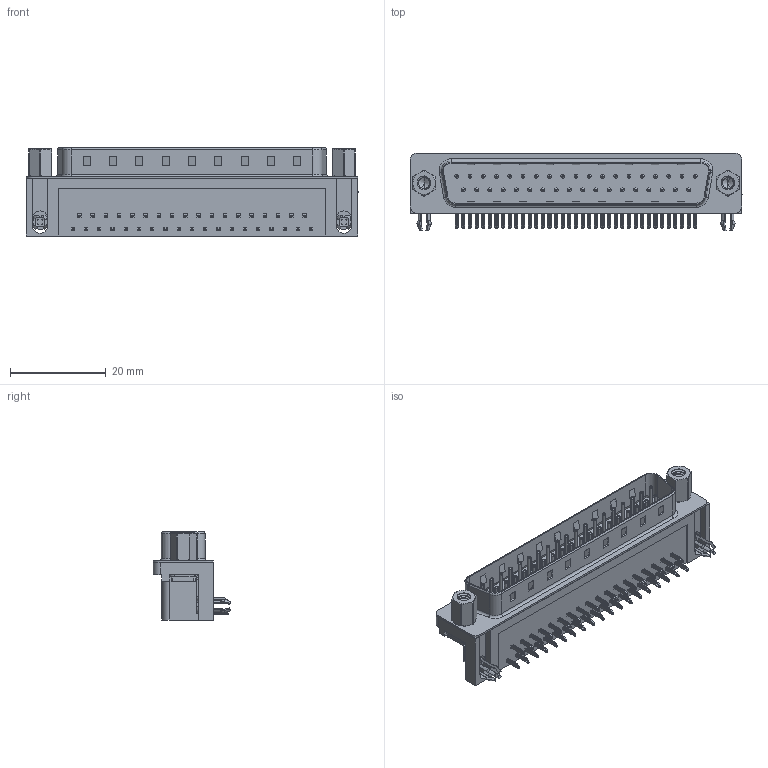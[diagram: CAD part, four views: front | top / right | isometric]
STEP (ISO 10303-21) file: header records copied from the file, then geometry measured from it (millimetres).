
FILE_DESCRIPTION (( 'STEP AP203' ), '1' );
FILE_NAME ('621-037-360-043.STEP', '2019-11-19T08:57:02', ( '' ), ( '' ), 'SwSTEP 2.0', 'SolidWorks 2016', '' );
FILE_SCHEMA (( 'CONFIG_CONTROL_DESIGN' ));
Length unit declared in the file: millimetre
Products named in the file (8): 621 Contact Bottom; 621 Contact Top; 621-037-360-043; 621 Shell_37 Socket; 621 4-40 Threaded Rivet; 621 4 Prong Board Lock; 621 4-40 Hex Standoff 5; 621 Housing_37 Socket
Assembly tree (45 placements, depth 2):
  621-037-360-043
    621 Housing_37 Socket
    621 Shell_37 Socket
    621 Contact Bottom  x18
    621 Contact Top  x19
    621 4 Prong Board Lock  x2
    621 4-40 Threaded Rivet  x2
    621 4-40 Hex Standoff 5  x2
Bounding box: 69.4 x 16.25 x 18.4 mm (x, y, z)
Volume: 8843.9 mm3; surface area: 10651.8 mm2
Topology: 45 solids, 45 shells, 3445 faces, 8609 edges, 5335 vertices
Faces by surface type: plane 2077, cylinder 993, torus 285, cone 72, bspline 18
Entity records: 33609 total; most frequent: CARTESIAN_POINT 9427, DIRECTION 4668, ORIENTED_EDGE 4596, EDGE_CURVE 2298, AXIS2_PLACEMENT_3D 1558, VECTOR 1552, LINE 1552, VERTEX_POINT 1486
